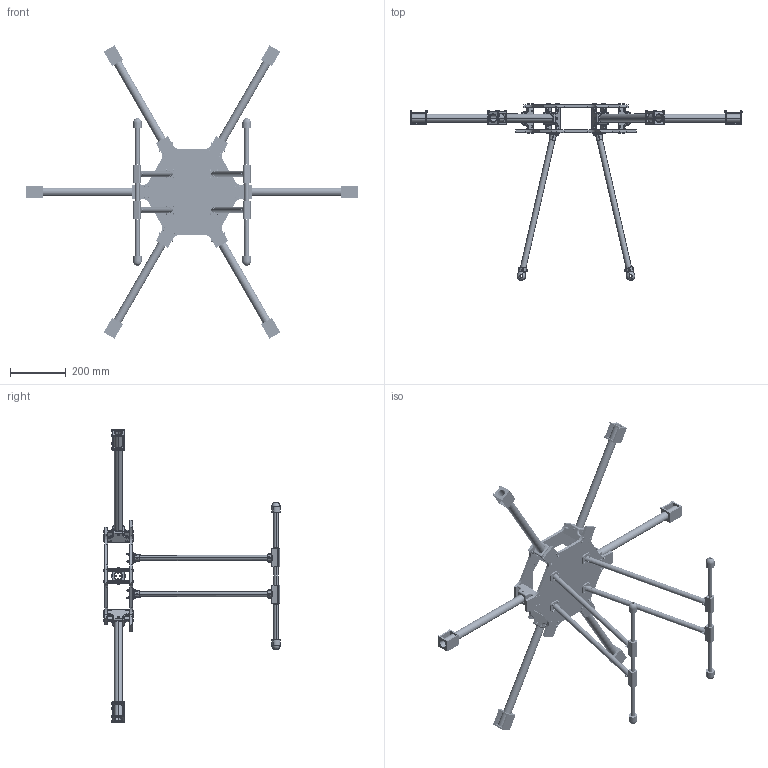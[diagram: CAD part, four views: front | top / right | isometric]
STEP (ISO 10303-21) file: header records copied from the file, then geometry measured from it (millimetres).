
FILE_DESCRIPTION (( 'STEP AP203' ), '1' );
FILE_NAME ('hexacopter Final assembly.STEP', '2025-04-19T14:56:46', ( '' ), ( '' ), 'SwSTEP 2.0', 'SolidWorks 2022', '' );
FILE_SCHEMA (( 'CONFIG_CONTROL_DESIGN' ));
Length unit declared in the file: millimetre
Products named in the file (19): socket head cap screw_iso_ISO 4762 M4 x 40 - 20N; socket head cap screw_iso_ISO 4762 M4 x 25 - 25N; landing vertical_Varsayılan; landing horizontal_Varsayılan; Arm main_Varsayılan; hexacopter Final assembly; arm connector_Varsayılan; motor mount1_Varsayılan; bottom plate_Varsayılan; landing damper_Varsayılan; landing handle_Varsayılan; hex nut style 1 gradeab_iso_ISO - 4032 - M4 - W - N; motor mount2_Varsayılan; landing split_Varsayılan; socket head cap screw_iso_ISO 4762 M4 x 20 - 20N; socket head cap screw_iso_ISO 4762 M4 x 35 - 20N; topplate2_Varsayılan; socket head cap screw_iso_ISO 4762 M4 x 16 - 16N; socket head cap screw_iso_ISO 4762 M4 x 8 - 8N
Assembly tree (188 placements, depth 2):
  hexacopter Final assembly
    arm connector_Varsayılan  x6
    bottom plate_Varsayılan
    landing handle_Varsayılan  x4
    Arm main_Varsayılan  x6
    landing vertical_Varsayılan  x4
    landing split_Varsayılan  x4
    topplate2_Varsayılan
    motor mount1_Varsayılan  x6
    motor mount2_Varsayılan  x6
    landing horizontal_Varsayılan  x2
    landing damper_Varsayılan  x4
    socket head cap screw_iso_ISO 4762 M4 x 8 - 8N  x16
    socket head cap screw_iso_ISO 4762 M4 x 20 - 20N  x48
    socket head cap screw_iso_ISO 4762 M4 x 16 - 16N  x24
    socket head cap screw_iso_ISO 4762 M4 x 35 - 20N  x12
    socket head cap screw_iso_ISO 4762 M4 x 40 - 20N  x12
    socket head cap screw_iso_ISO 4762 M4 x 25 - 25N  x16
    hex nut style 1 gradeab_iso_ISO - 4032 - M4 - W - N  x16
Bounding box: 1195.98 x 636.55 x 1056.68 mm (x, y, z)
Volume: 2738011 mm3; surface area: 1533076.2 mm2
Topology: 188 solids, 188 shells, 5461 faces, 12649 edges, 7470 vertices
Faces by surface type: plane 2594, cylinder 1595, cone 672, torus 560, sphere 40
Entity records: 31902 total; most frequent: CARTESIAN_POINT 7022, DIRECTION 4119, ORIENTED_EDGE 3566, EDGE_CURVE 1783, AXIS2_PLACEMENT_3D 1617, VERTEX_POINT 1132, EDGE_LOOP 923, LINE 885
